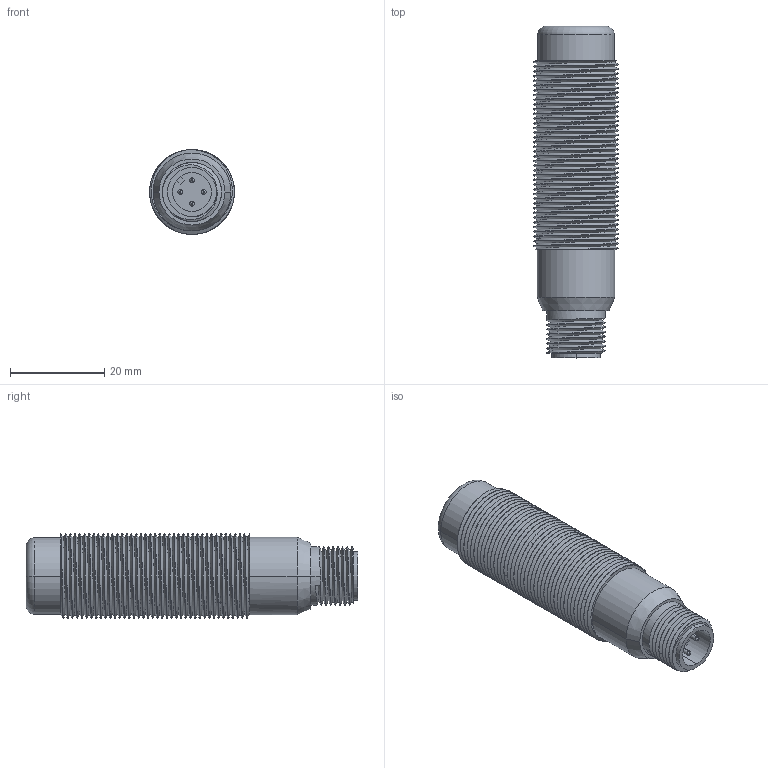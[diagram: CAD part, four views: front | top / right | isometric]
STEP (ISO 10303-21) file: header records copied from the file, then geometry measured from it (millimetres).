
FILE_DESCRIPTION((''),'2;1');
FILE_NAME('155331_SW','2010-12-22T',('banengservice'),('BANNER ENGINEERING'),'PRO/ENGINEER BY PARAMETRIC TECHNOLOGY CORPORATION, 2009141','PRO/ENGINEER BY PARAMETRIC TECHNOLOGY CORPORATION, 2009141','');
FILE_SCHEMA(('CONFIG_CONTROL_DESIGN'));
Length unit declared in the file: inch
Products named in the file (1): 155331_SW
Bounding box: 18 x 70.4 x 18 mm (x, y, z)
Volume: 14122.4 mm3; surface area: 6633.9 mm2
Topology: 1 solids, 1 shells, 166 faces, 443 edges, 287 vertices
Faces by surface type: cylinder 111, bspline 34, plane 17, cone 2, torus 2
Entity records: 18953 total; most frequent: CARTESIAN_POINT 15295, ORIENTED_EDGE 886, DIRECTION 537, EDGE_CURVE 443, VERTEX_POINT 287, B_SPLINE_CURVE_WITH_KNOTS 233, AXIS2_PLACEMENT_3D 195, EDGE_LOOP 174
